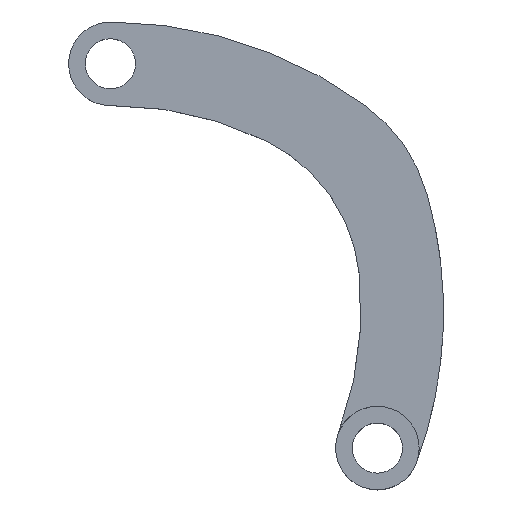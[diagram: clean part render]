
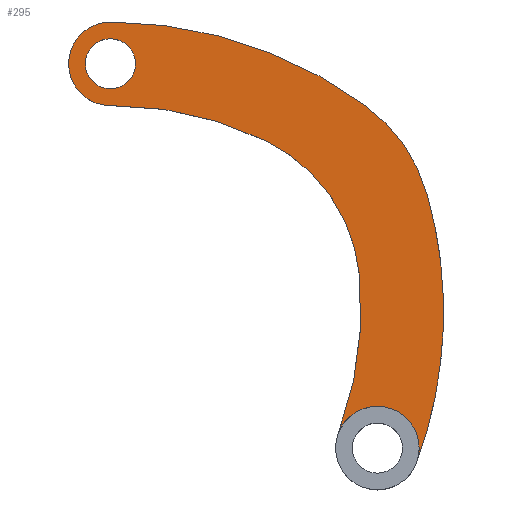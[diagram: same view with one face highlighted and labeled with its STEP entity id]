
A CAD part, top view. The second image highlights one B-rep face of the part: STEP entity #295.
In plain terms, the highlighted planar face has unit normal (0, 0, 1).
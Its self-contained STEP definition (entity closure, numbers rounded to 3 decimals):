
#10 = VERTEX_POINT ( 'NONE', #519 ) ;
#22 = AXIS2_PLACEMENT_3D ( 'NONE', #147, #105, #545 ) ;
#29 = VERTEX_POINT ( 'NONE', #312 ) ;
#34 = DIRECTION ( 'NONE',  ( 0., 0., -1. ) ) ;
#36 = CIRCLE ( 'NONE', #401, 25.96 ) ;
#42 = DIRECTION ( 'NONE',  ( 1., 0., 0. ) ) ;
#45 = CIRCLE ( 'NONE', #22, 1.5 ) ;
#58 = ORIENTED_EDGE ( 'NONE', *, *, #584, .F. ) ;
#60 = AXIS2_PLACEMENT_3D ( 'NONE', #82, #268, #79 ) ;
#73 = ORIENTED_EDGE ( 'NONE', *, *, #398, .T. ) ;
#79 = DIRECTION ( 'NONE',  ( 1., 0., 0. ) ) ;
#82 = CARTESIAN_POINT ( 'NONE',  ( -63.387, 42.103, 24. ) ) ;
#88 = DIRECTION ( 'NONE',  ( 0., 0., -1. ) ) ;
#89 = CARTESIAN_POINT ( 'NONE',  ( -66.027, 65.574, 24. ) ) ;
#99 = FACE_OUTER_BOUND ( 'NONE', #642, .T. ) ;
#102 = CARTESIAN_POINT ( 'NONE',  ( -69.554, 50.718, 24. ) ) ;
#105 = DIRECTION ( 'NONE',  ( 0., 0., 1. ) ) ;
#107 = VERTEX_POINT ( 'NONE', #89 ) ;
#113 = CARTESIAN_POINT ( 'NONE',  ( -63.527, 65.574, 24. ) ) ;
#114 = ORIENTED_EDGE ( 'NONE', *, *, #167, .F. ) ;
#122 = CARTESIAN_POINT ( 'NONE',  ( -63.527, 65.574, 24. ) ) ;
#139 = AXIS2_PLACEMENT_3D ( 'NONE', #187, #222, #276 ) ;
#142 = EDGE_LOOP ( 'NONE', ( #629, #199 ) ) ;
#143 = DIRECTION ( 'NONE',  ( 0., 0., -1. ) ) ;
#147 = CARTESIAN_POINT ( 'NONE',  ( -63.527, 65.574, 24. ) ) ;
#151 = VERTEX_POINT ( 'NONE', #527 ) ;
#152 = AXIS2_PLACEMENT_3D ( 'NONE', #113, #412, #252 ) ;
#167 = EDGE_CURVE ( 'NONE', #29, #597, #375, .T. ) ;
#171 = ORIENTED_EDGE ( 'NONE', *, *, #414, .T. ) ;
#177 = ORIENTED_EDGE ( 'NONE', *, *, #446, .T. ) ;
#187 = CARTESIAN_POINT ( 'NONE',  ( -54.185, 55.017, 24. ) ) ;
#188 = CIRCLE ( 'NONE', #553, 2.5 ) ;
#189 = CIRCLE ( 'NONE', #501, 2.5 ) ;
#192 = FACE_BOUND ( 'NONE', #142, .T. ) ;
#195 = DIRECTION ( 'NONE',  ( 1., 0., 0. ) ) ;
#198 = DIRECTION ( 'NONE',  ( 0., 0., 1. ) ) ;
#199 = ORIENTED_EDGE ( 'NONE', *, *, #394, .F. ) ;
#201 = DIRECTION ( 'NONE',  ( -1., 0., 0. ) ) ;
#216 = CARTESIAN_POINT ( 'NONE',  ( -45.208, 41.711, 24. ) ) ;
#217 = EDGE_CURVE ( 'NONE', #393, #521, #188, .T. ) ;
#218 = ORIENTED_EDGE ( 'NONE', *, *, #637, .F. ) ;
#219 = VERTEX_POINT ( 'NONE', #635 ) ;
#222 = DIRECTION ( 'NONE',  ( 0., 0., -1. ) ) ;
#235 = AXIS2_PLACEMENT_3D ( 'NONE', #384, #530, #593 ) ;
#236 = CIRCLE ( 'NONE', #554, 2.5 ) ;
#237 = EDGE_CURVE ( 'NONE', #151, #219, #395, .T. ) ;
#239 = ORIENTED_EDGE ( 'NONE', *, *, #237, .T. ) ;
#243 = DIRECTION ( 'NONE',  ( 0., 0., -1. ) ) ;
#249 = CARTESIAN_POINT ( 'NONE',  ( -63.527, 63.074, 24. ) ) ;
#251 = CIRCLE ( 'NONE', #60, 20.971 ) ;
#252 = DIRECTION ( 'NONE',  ( 1., 0., 0. ) ) ;
#254 = DIRECTION ( 'NONE',  ( 0., 0., 1. ) ) ;
#258 = DIRECTION ( 'NONE',  ( 1., 0., 0. ) ) ;
#268 = DIRECTION ( 'NONE',  ( 0., 0., 1. ) ) ;
#276 = DIRECTION ( 'NONE',  ( 1., 0., 0. ) ) ;
#285 = CARTESIAN_POINT ( 'NONE',  ( -58.579, 51.965, 24. ) ) ;
#287 = DIRECTION ( 'NONE',  ( 0., 0., 1. ) ) ;
#289 = DIRECTION ( 'NONE',  ( 1., 0., 0. ) ) ;
#295 = ADVANCED_FACE ( 'NONE', ( #192, #99 ), #602, .F. ) ;
#298 = CIRCLE ( 'NONE', #439, 10. ) ;
#312 = CARTESIAN_POINT ( 'NONE',  ( -48.3, 63.102, 24. ) ) ;
#318 = DIRECTION ( 'NONE',  ( 1., 0., 0. ) ) ;
#333 = EDGE_CURVE ( 'NONE', #151, #10, #298, .T. ) ;
#345 = EDGE_CURVE ( 'NONE', #219, #393, #607, .T. ) ;
#363 = VERTEX_POINT ( 'NONE', #249 ) ;
#375 = CIRCLE ( 'NONE', #139, 10. ) ;
#379 = CARTESIAN_POINT ( 'NONE',  ( -44.554, 57.711, 24. ) ) ;
#384 = CARTESIAN_POINT ( 'NONE',  ( -69.498, 50.9, 24. ) ) ;
#386 = AXIS2_PLACEMENT_3D ( 'NONE', #102, #198, #289 ) ;
#393 = VERTEX_POINT ( 'NONE', #596 ) ;
#394 = EDGE_CURVE ( 'NONE', #540, #400, #45, .T. ) ;
#395 = CIRCLE ( 'NONE', #235, 20.971 ) ;
#398 = EDGE_CURVE ( 'NONE', #521, #597, #564, .T. ) ;
#400 = VERTEX_POINT ( 'NONE', #598 ) ;
#401 = AXIS2_PLACEMENT_3D ( 'NONE', #583, #88, #318 ) ;
#412 = DIRECTION ( 'NONE',  ( 0., 0., 1. ) ) ;
#414 = EDGE_CURVE ( 'NONE', #107, #363, #236, .T. ) ;
#419 = VERTEX_POINT ( 'NONE', #457 ) ;
#420 = CARTESIAN_POINT ( 'NONE',  ( -63.527, 65.574, 24. ) ) ;
#432 = DIRECTION ( 'NONE',  ( -1., 0., 0. ) ) ;
#435 = CARTESIAN_POINT ( 'NONE',  ( -47.552, 42.578, 24. ) ) ;
#439 = AXIS2_PLACEMENT_3D ( 'NONE', #285, #287, #195 ) ;
#444 = CIRCLE ( 'NONE', #152, 1.5 ) ;
#446 = EDGE_CURVE ( 'NONE', #419, #107, #189, .T. ) ;
#455 = DIRECTION ( 'NONE',  ( 1., 0., 0. ) ) ;
#457 = CARTESIAN_POINT ( 'NONE',  ( -63.522, 68.074, 24. ) ) ;
#480 = AXIS2_PLACEMENT_3D ( 'NONE', #646, #243, #201 ) ;
#494 = ORIENTED_EDGE ( 'NONE', *, *, #217, .T. ) ;
#501 = AXIS2_PLACEMENT_3D ( 'NONE', #122, #514, #258 ) ;
#502 = CARTESIAN_POINT ( 'NONE',  ( 0., 0., 24. ) ) ;
#508 = CARTESIAN_POINT ( 'NONE',  ( -65.027, 65.574, 24. ) ) ;
#514 = DIRECTION ( 'NONE',  ( 0., 0., 1. ) ) ;
#517 = ORIENTED_EDGE ( 'NONE', *, *, #333, .F. ) ;
#519 = CARTESIAN_POINT ( 'NONE',  ( -54.197, 60.953, 24. ) ) ;
#521 = VERTEX_POINT ( 'NONE', #216 ) ;
#527 = CARTESIAN_POINT ( 'NONE',  ( -48.626, 52.935, 24. ) ) ;
#530 = DIRECTION ( 'NONE',  ( 0., 0., -1. ) ) ;
#540 = VERTEX_POINT ( 'NONE', #508 ) ;
#545 = DIRECTION ( 'NONE',  ( 1., 0., 0. ) ) ;
#553 = AXIS2_PLACEMENT_3D ( 'NONE', #435, #34, #432 ) ;
#554 = AXIS2_PLACEMENT_3D ( 'NONE', #420, #254, #455 ) ;
#560 = EDGE_CURVE ( 'NONE', #400, #540, #444, .T. ) ;
#563 = AXIS2_PLACEMENT_3D ( 'NONE', #502, #143, #42 ) ;
#564 = CIRCLE ( 'NONE', #386, 25.96 ) ;
#583 = CARTESIAN_POINT ( 'NONE',  ( -63.577, 42.114, 24. ) ) ;
#584 = EDGE_CURVE ( 'NONE', #10, #363, #251, .T. ) ;
#593 = DIRECTION ( 'NONE',  ( 1., 0., 0. ) ) ;
#596 = CARTESIAN_POINT ( 'NONE',  ( -45.052, 42.578, 24. ) ) ;
#597 = VERTEX_POINT ( 'NONE', #379 ) ;
#598 = CARTESIAN_POINT ( 'NONE',  ( -62.027, 65.574, 24. ) ) ;
#599 = ORIENTED_EDGE ( 'NONE', *, *, #345, .T. ) ;
#602 = PLANE ( 'NONE',  #563 ) ;
#607 = CIRCLE ( 'NONE', #480, 2.5 ) ;
#629 = ORIENTED_EDGE ( 'NONE', *, *, #560, .F. ) ;
#635 = CARTESIAN_POINT ( 'NONE',  ( -49.885, 43.479, 24. ) ) ;
#637 = EDGE_CURVE ( 'NONE', #419, #29, #36, .T. ) ;
#642 = EDGE_LOOP ( 'NONE', ( #599, #494, #73, #114, #218, #177, #171, #58, #517, #239 ) ) ;
#646 = CARTESIAN_POINT ( 'NONE',  ( -47.552, 42.578, 24. ) ) ;
